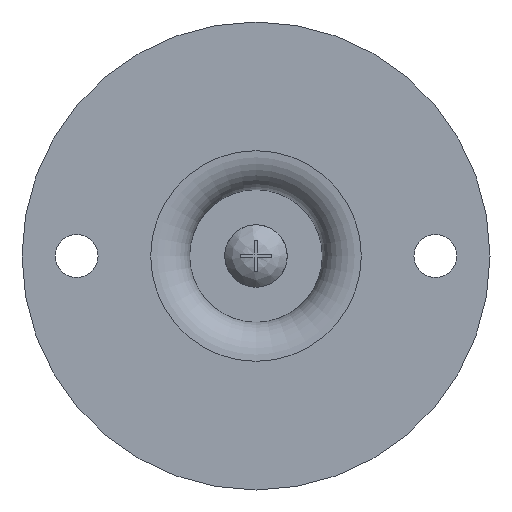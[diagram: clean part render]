
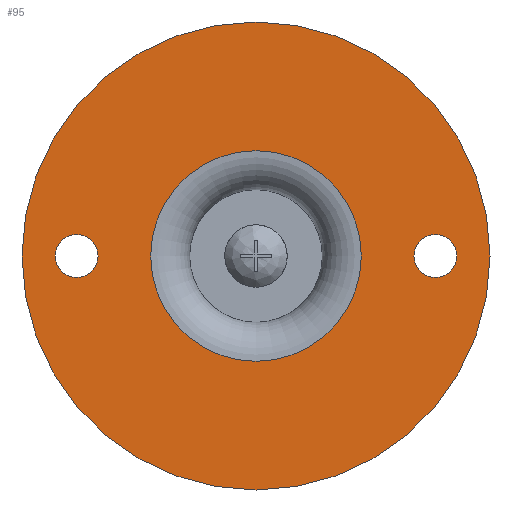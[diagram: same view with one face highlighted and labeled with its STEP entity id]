
A CAD part, front view. The second image highlights one B-rep face of the part: STEP entity #95.
In plain terms, the highlighted planar face has unit normal (0, -1, 0).
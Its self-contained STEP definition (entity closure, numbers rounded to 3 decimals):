
#95 = ADVANCED_FACE( '', ( #219, #220, #221, #222 ), #223, .F. );
#219 = FACE_BOUND( '', #386, .T. );
#220 = FACE_BOUND( '', #387, .T. );
#221 = FACE_OUTER_BOUND( '', #388, .T. );
#222 = FACE_BOUND( '', #389, .T. );
#223 = PLANE( '', #390 );
#386 = EDGE_LOOP( '', ( #633 ) );
#387 = EDGE_LOOP( '', ( #634 ) );
#388 = EDGE_LOOP( '', ( #635 ) );
#389 = EDGE_LOOP( '', ( #636 ) );
#390 = AXIS2_PLACEMENT_3D( '', #637, #638, #639 );
#633 = ORIENTED_EDGE( '', *, *, #967, .F. );
#634 = ORIENTED_EDGE( '', *, *, #945, .F. );
#635 = ORIENTED_EDGE( '', *, *, #968, .T. );
#636 = ORIENTED_EDGE( '', *, *, #969, .T. );
#637 = CARTESIAN_POINT( '', ( 30., 0., 0. ) );
#638 = DIRECTION( '', ( 0., 1., 0. ) );
#639 = DIRECTION( '', ( 0., 0., 1. ) );
#945 = EDGE_CURVE( '', #1105, #1105, #1106, .F. );
#967 = EDGE_CURVE( '', #1139, #1139, #1140, .T. );
#968 = EDGE_CURVE( '', #1141, #1141, #1142, .T. );
#969 = EDGE_CURVE( '', #1143, #1143, #1144, .T. );
#1105 = VERTEX_POINT( '', #1361 );
#1106 = CIRCLE( '', #1362, 2.75 );
#1139 = VERTEX_POINT( '', #1425 );
#1140 = CIRCLE( '', #1426, 13.5 );
#1141 = VERTEX_POINT( '', #1427 );
#1142 = CIRCLE( '', #1428, 30. );
#1143 = VERTEX_POINT( '', #1429 );
#1144 = CIRCLE( '', #1430, 2.75 );
#1361 = CARTESIAN_POINT( '', ( 23., 0., 2.75 ) );
#1362 = AXIS2_PLACEMENT_3D( '', #1681, #1682, #1683 );
#1425 = CARTESIAN_POINT( '', ( 0., 0., -13.5 ) );
#1426 = AXIS2_PLACEMENT_3D( '', #1699, #1700, #1701 );
#1427 = CARTESIAN_POINT( '', ( 0., 0., -30. ) );
#1428 = AXIS2_PLACEMENT_3D( '', #1702, #1703, #1704 );
#1429 = CARTESIAN_POINT( '', ( -20.25, 0., 0. ) );
#1430 = AXIS2_PLACEMENT_3D( '', #1705, #1706, #1707 );
#1681 = CARTESIAN_POINT( '', ( 23., 0., 0. ) );
#1682 = DIRECTION( '', ( 0., 1., 0. ) );
#1683 = DIRECTION( '', ( 0., 0., 1. ) );
#1699 = CARTESIAN_POINT( '', ( 0., 0., 0. ) );
#1700 = DIRECTION( '', ( 0., -1., 0. ) );
#1701 = DIRECTION( '', ( 0., 0., -1. ) );
#1702 = CARTESIAN_POINT( '', ( 0., 0., 0. ) );
#1703 = DIRECTION( '', ( 0., -1., 0. ) );
#1704 = DIRECTION( '', ( 0., 0., -1. ) );
#1705 = CARTESIAN_POINT( '', ( -23., 0., 0. ) );
#1706 = DIRECTION( '', ( 0., 1., 0. ) );
#1707 = DIRECTION( '', ( 1., 0., 0. ) );
